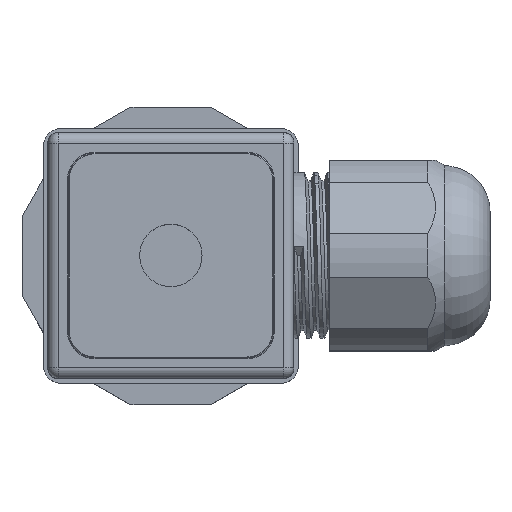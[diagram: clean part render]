
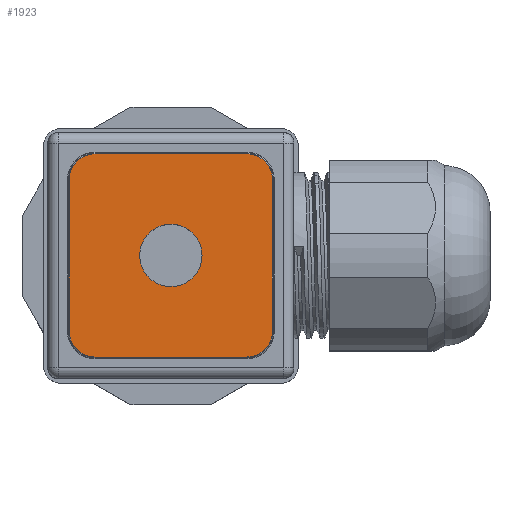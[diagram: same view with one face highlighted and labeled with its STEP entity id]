
A CAD part, top view. The second image highlights one B-rep face of the part: STEP entity #1923.
In plain terms, the highlighted planar face has unit normal (0, 0, 1).
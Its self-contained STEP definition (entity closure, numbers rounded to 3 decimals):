
#1923=ADVANCED_FACE('',(#5528,#5530),#5532,.T.);
#5528=FACE_BOUND('',#5529,.T.);
#5529=EDGE_LOOP('',(#11188,#11189,#11190,#11191,#11192,#11193,#11194,#11195));
#5530=FACE_BOUND('',#5531,.T.);
#5531=EDGE_LOOP('',(#11196));
#5532=PLANE('',#5533);
#5533=AXIS2_PLACEMENT_3D('',#5534,#5535,#5536);
#5534=CARTESIAN_POINT('',(0.,0.,31.));
#5535=DIRECTION('',(0.,0.,1.));
#5536=DIRECTION('',(1.,0.,0.));
#11188=ORIENTED_EDGE('',*,*,#12495,.T.);
#11189=ORIENTED_EDGE('',*,*,#12496,.F.);
#11190=ORIENTED_EDGE('',*,*,#12497,.T.);
#11191=ORIENTED_EDGE('',*,*,#12498,.F.);
#11192=ORIENTED_EDGE('',*,*,#12499,.T.);
#11193=ORIENTED_EDGE('',*,*,#12500,.F.);
#11194=ORIENTED_EDGE('',*,*,#12501,.T.);
#11195=ORIENTED_EDGE('',*,*,#12502,.F.);
#11196=ORIENTED_EDGE('',*,*,#12503,.T.);
#12495=EDGE_CURVE('',#13466,#13467,#13468,.T.);
#12496=EDGE_CURVE('',#13469,#13467,#13470,.F.);
#12497=EDGE_CURVE('',#13469,#13471,#13472,.T.);
#12498=EDGE_CURVE('',#13473,#13471,#13474,.F.);
#12499=EDGE_CURVE('',#13473,#13475,#13476,.T.);
#12500=EDGE_CURVE('',#13477,#13475,#13478,.F.);
#12501=EDGE_CURVE('',#13477,#13479,#13480,.T.);
#12502=EDGE_CURVE('',#13466,#13479,#13481,.F.);
#12503=EDGE_CURVE('',#13482,#13482,#13483,.F.);
#13466=VERTEX_POINT('',#15445);
#13467=VERTEX_POINT('',#15446);
#13468=LINE('',#15447,#15448);
#13469=VERTEX_POINT('',#15450);
#13470=CIRCLE('',#15451,2.9);
#13471=VERTEX_POINT('',#15455);
#13472=LINE('',#15456,#15457);
#13473=VERTEX_POINT('',#15459);
#13474=CIRCLE('',#15460,2.9);
#13475=VERTEX_POINT('',#15464);
#13476=LINE('',#15465,#15466);
#13477=VERTEX_POINT('',#15468);
#13478=CIRCLE('',#15469,2.9);
#13479=VERTEX_POINT('',#15473);
#13480=LINE('',#15474,#15475);
#13481=CIRCLE('',#15477,2.9);
#13482=VERTEX_POINT('',#15481);
#13483=CIRCLE('',#15482,3.5);
#15445=CARTESIAN_POINT('',(-8.5,-11.4,31.));
#15446=CARTESIAN_POINT('',(8.5,-11.4,31.));
#15447=CARTESIAN_POINT('',(-8.5,-11.4,31.));
#15448=VECTOR('',#15449,1.);
#15449=DIRECTION('',(1.,0.,0.));
#15450=CARTESIAN_POINT('',(11.4,-8.5,31.));
#15451=AXIS2_PLACEMENT_3D('',#15452,#15453,#15454);
#15452=CARTESIAN_POINT('',(8.5,-8.5,31.));
#15453=DIRECTION('',(-0.,0.,1.));
#15454=DIRECTION('',(0.,-1.,0.));
#15455=CARTESIAN_POINT('',(11.4,8.5,31.));
#15456=CARTESIAN_POINT('',(11.4,-8.5,31.));
#15457=VECTOR('',#15458,1.);
#15458=DIRECTION('',(0.,1.,0.));
#15459=CARTESIAN_POINT('',(8.5,11.4,31.));
#15460=AXIS2_PLACEMENT_3D('',#15461,#15462,#15463);
#15461=CARTESIAN_POINT('',(8.5,8.5,31.));
#15462=DIRECTION('',(0.,0.,1.));
#15463=DIRECTION('',(1.,0.,0.));
#15464=CARTESIAN_POINT('',(-8.5,11.4,31.));
#15465=CARTESIAN_POINT('',(8.5,11.4,31.));
#15466=VECTOR('',#15467,1.);
#15467=DIRECTION('',(-1.,0.,0.));
#15468=CARTESIAN_POINT('',(-11.4,8.5,31.));
#15469=AXIS2_PLACEMENT_3D('',#15470,#15471,#15472);
#15470=CARTESIAN_POINT('',(-8.5,8.5,31.));
#15471=DIRECTION('',(0.,0.,1.));
#15472=DIRECTION('',(0.,1.,0.));
#15473=CARTESIAN_POINT('',(-11.4,-8.5,31.));
#15474=CARTESIAN_POINT('',(-11.4,8.5,31.));
#15475=VECTOR('',#15476,1.);
#15476=DIRECTION('',(0.,-1.,0.));
#15477=AXIS2_PLACEMENT_3D('',#15478,#15479,#15480);
#15478=CARTESIAN_POINT('',(-8.5,-8.5,31.));
#15479=DIRECTION('',(0.,0.,1.));
#15480=DIRECTION('',(-1.,0.,0.));
#15481=CARTESIAN_POINT('',(3.5,0.,31.));
#15482=AXIS2_PLACEMENT_3D('',#15483,#15484,#15485);
#15483=CARTESIAN_POINT('',(0.,0.,31.));
#15484=DIRECTION('',(0.,0.,1.));
#15485=DIRECTION('',(1.,0.,0.));
